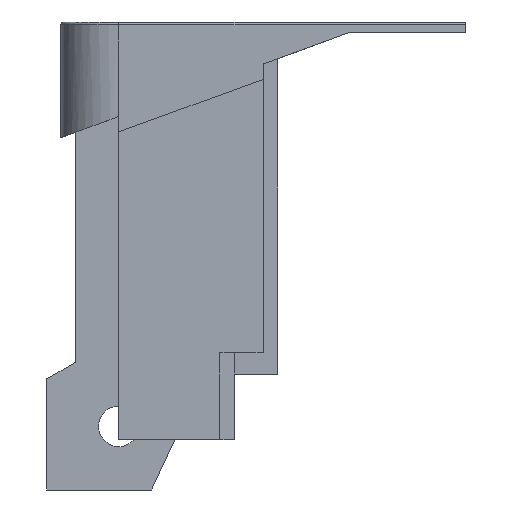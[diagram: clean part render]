
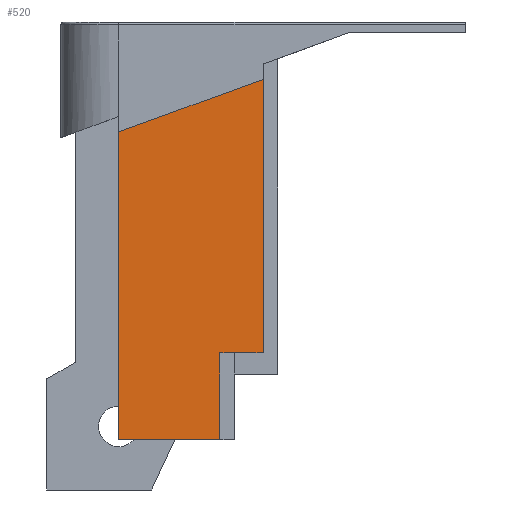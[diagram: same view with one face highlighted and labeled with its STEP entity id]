
A CAD part, left-side view. The second image highlights one B-rep face of the part: STEP entity #520.
In plain terms, the highlighted planar face has unit normal (-1, 0, 0).
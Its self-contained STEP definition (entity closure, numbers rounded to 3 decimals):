
#62=CARTESIAN_POINT('POINT5',(-8.5,-0.5,-7.452
   ));
#63=VERTEX_POINT('VERTEX5',#62);
#80=CARTESIAN_POINT('POINT8',(-8.5,-1.,-7.452
   ));
#81=VERTEX_POINT('VERTEX8',#80);
#88=CARTESIAN_POINT('POS11',(-8.5,-5.,-7.452)
   );
#89=DIRECTION('DIR16',(0.,1.,0.));
#90=VECTOR('VEC6',#89,1.);
#91=LINE('STRAIGHT6',#88,#90);
#92=EDGE_CURVE('EDGE10',#81,#63,#91,.T.);
#102=CARTESIAN_POINT('POINT9',(-8.5,-0.5,
   -10.452));
#103=VERTEX_POINT('VERTEX9',#102);
#119=CARTESIAN_POINT('POS15',(-8.5,-0.5,-3.726
   ));
#120=DIRECTION('DIR21',(0.,0.,-1.));
#121=VECTOR('VEC9',#120,1.);
#122=LINE('STRAIGHT9',#119,#121);
#123=EDGE_CURVE('EDGE13',#103,#63,#122,.F.);
#463=CARTESIAN_POINT('POINT34',(-8.5,-2.,
   -7.452));
#464=VERTEX_POINT('VERTEX34',#463);
#471=CARTESIAN_POINT('POS58',(-8.5,-5.,-7.452
   ));
#472=DIRECTION('DIR78',(0.,1.,0.));
#473=VECTOR('VEC38',#472,1.);
#474=LINE('STRAIGHT38',#471,#473);
#475=EDGE_CURVE('EDGE46',#464,#81,#474,.T.);
#480=ORIENTED_EDGE('COEDGE65',*,*,#475,.F.);
#481=CARTESIAN_POINT('POINT35',(-8.5,-2.,
   2.016));
#482=VERTEX_POINT('VERTEX35',#481);
#483=CARTESIAN_POINT('POS59',(-8.5,-2.,1.274)
   );
#484=DIRECTION('DIR79',(0.,0.,-1.));
#485=VECTOR('VEC39',#484,1.);
#486=LINE('STRAIGHT39',#483,#485);
#487=EDGE_CURVE('EDGE47',#482,#464,#486,.T.);
#488=ORIENTED_EDGE('COEDGE66',*,*,#487,.F.);
#489=CARTESIAN_POINT('POINT36',(-8.5,3.,0.196
   ));
#490=VERTEX_POINT('VERTEX36',#489);
#491=CARTESIAN_POINT('POS60',(-8.5,-4.767,
   3.023));
#492=DIRECTION('DIR80',(0.,0.94,
   -0.342));
#493=VECTOR('VEC40',#492,1.);
#494=LINE('STRAIGHT40',#491,#493);
#495=EDGE_CURVE('EDGE48',#482,#490,#494,.T.);
#496=ORIENTED_EDGE('COEDGE67',*,*,#495,.T.);
#497=CARTESIAN_POINT('POINT37',(-8.5,3.,
   -10.452));
#498=VERTEX_POINT('VERTEX37',#497);
#499=CARTESIAN_POINT('POS61',(-8.5,3.,-5.226)
   );
#500=DIRECTION('DIR81',(0.,0.,1.));
#501=VECTOR('VEC41',#500,1.);
#502=LINE('STRAIGHT41',#499,#501);
#503=EDGE_CURVE('EDGE49',#498,#490,#502,.T.);
#504=ORIENTED_EDGE('COEDGE68',*,*,#503,.F.);
#505=CARTESIAN_POINT('POS62',(-8.5,-5.5,-10.452
   ));
#506=DIRECTION('DIR82',(0.,1.,0.));
#507=VECTOR('VEC42',#506,1.);
#508=LINE('STRAIGHT42',#505,#507);
#509=EDGE_CURVE('EDGE50',#103,#498,#508,.T.);
#510=ORIENTED_EDGE('COEDGE69',*,*,#509,.F.);
#511=ORIENTED_EDGE('COEDGE70',*,*,#123,.T.);
#512=ORIENTED_EDGE('COEDGE71',*,*,#92,.F.);
#513=EDGE_LOOP('NONE',(#480,#488,#496,#504,#510,#511,#512));
#514=FACE_BOUND('LOOP1',#513,.T.);
#515=CARTESIAN_POINT('POS63',(-8.5,-9.,0.));
#516=DIRECTION('DIR83',(-1.,0.,0.));
#517=DIRECTION('DIR84',(0.,1.,0.));
#518=AXIS2_PLACEMENT_3D('AXIS21',#515,#516,#517);
#519=PLANE('PLANE11',#518);
#520=ADVANCED_FACE('FACE16',(#514),#519,.T.);
